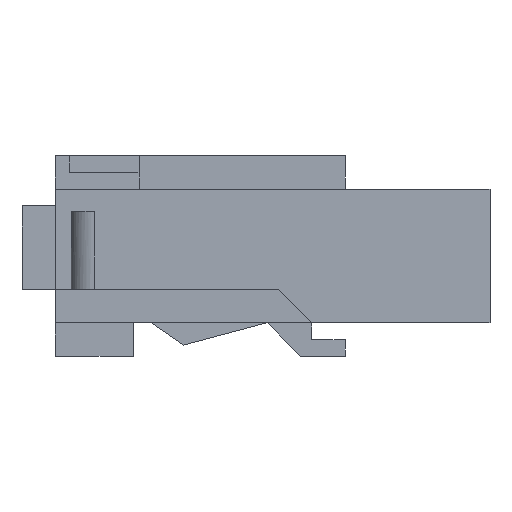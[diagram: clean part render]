
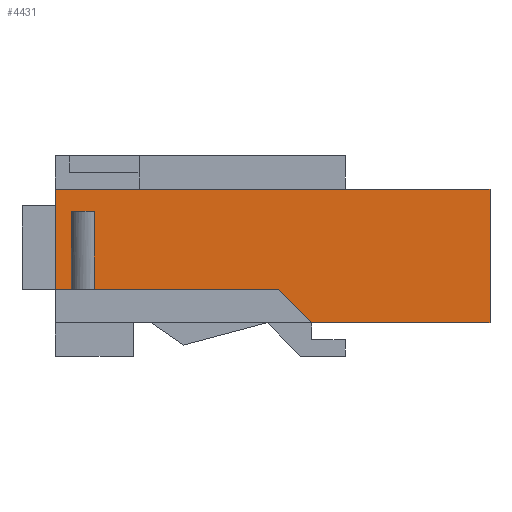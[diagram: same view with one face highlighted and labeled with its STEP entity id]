
A CAD part, left-side view. The second image highlights one B-rep face of the part: STEP entity #4431.
In plain terms, the highlighted free-form (B-spline) face has degree [1, 1] with [2, 2] control points.
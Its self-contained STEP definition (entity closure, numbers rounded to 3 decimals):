
#1321 = VERTEX_POINT('',#1322);
#1322 = CARTESIAN_POINT('',(-17.471,-38.28,
    -5.889));
#1327 = EDGE_CURVE('',#1321,#1328,#1330,.T.);
#1328 = VERTEX_POINT('',#1329);
#1329 = CARTESIAN_POINT('',(-17.471,-22.575,
    -5.889));
#1330 = B_SPLINE_CURVE_WITH_KNOTS('',1,(#1331,#1332),.UNSPECIFIED.,.F.,
  .F.,(2,2),(-39.,-23.),.PIECEWISE_BEZIER_KNOTS.);
#1331 = CARTESIAN_POINT('',(-17.471,-38.28,
    -5.889));
#1332 = CARTESIAN_POINT('',(-17.471,-22.575,
    -5.889));
#1749 = VERTEX_POINT('',#1750);
#1750 = CARTESIAN_POINT('',(-17.471,-38.28,
    5.889));
#1755 = EDGE_CURVE('',#1749,#1321,#1756,.T.);
#1756 = B_SPLINE_CURVE_WITH_KNOTS('',1,(#1757,#1758),.UNSPECIFIED.,.F.,
  .F.,(2,2),(-6.,6.),.PIECEWISE_BEZIER_KNOTS.);
#1757 = CARTESIAN_POINT('',(-17.471,-38.28,
    5.889));
#1758 = CARTESIAN_POINT('',(-17.471,-38.28,
    -5.889));
#1975 = VERTEX_POINT('',#1976);
#1976 = CARTESIAN_POINT('',(-17.471,0.,-2.945));
#1981 = EDGE_CURVE('',#1975,#1982,#1984,.T.);
#1982 = VERTEX_POINT('',#1983);
#1983 = CARTESIAN_POINT('',(-17.471,0.,5.889));
#1984 = B_SPLINE_CURVE_WITH_KNOTS('',1,(#1985,#1986),.UNSPECIFIED.,.F.,
  .F.,(2,2),(-3.,6.),.PIECEWISE_BEZIER_KNOTS.);
#1985 = CARTESIAN_POINT('',(-17.471,0.,-2.945));
#1986 = CARTESIAN_POINT('',(-17.471,0.,5.889));
#2231 = EDGE_CURVE('',#1328,#2232,#2234,.T.);
#2232 = VERTEX_POINT('',#2233);
#2233 = CARTESIAN_POINT('',(-17.471,-19.631,
    -2.945));
#2234 = B_SPLINE_CURVE_WITH_KNOTS('',1,(#2235,#2236),.UNSPECIFIED.,.F.,
  .F.,(2,2),(-11.314,-7.071),.PIECEWISE_BEZIER_KNOTS.);
#2235 = CARTESIAN_POINT('',(-17.471,-22.575,
    -5.889));
#2236 = CARTESIAN_POINT('',(-17.471,-19.631,
    -2.945));
#3491 = EDGE_CURVE('',#1982,#1749,#3492,.T.);
#3492 = B_SPLINE_CURVE_WITH_KNOTS('',1,(#3493,#3494),.UNSPECIFIED.,.F.,
  .F.,(2,2),(0.,39.),.PIECEWISE_BEZIER_KNOTS.);
#3493 = CARTESIAN_POINT('',(-17.471,0.,5.889));
#3494 = CARTESIAN_POINT('',(-17.471,-38.28,
    5.889));
#4244 = EDGE_CURVE('',#4245,#2232,#4247,.T.);
#4245 = VERTEX_POINT('',#4246);
#4246 = CARTESIAN_POINT('',(-17.471,-3.435,
    -2.945));
#4247 = B_SPLINE_CURVE_WITH_KNOTS('',1,(#4248,#4249),.UNSPECIFIED.,.F.,
  .F.,(2,2),(3.5,20.),.PIECEWISE_BEZIER_KNOTS.);
#4248 = CARTESIAN_POINT('',(-17.471,-3.435,
    -2.945));
#4249 = CARTESIAN_POINT('',(-17.471,-19.631,
    -2.945));
#4259 = VERTEX_POINT('',#4260);
#4260 = CARTESIAN_POINT('',(-17.471,-1.372,
    -2.945));
#4266 = EDGE_CURVE('',#1975,#4259,#4267,.T.);
#4267 = B_SPLINE_CURVE_WITH_KNOTS('',1,(#4268,#4269),.UNSPECIFIED.,.F.,
  .F.,(2,2),(0.,1.398),
  .PIECEWISE_BEZIER_KNOTS.);
#4268 = CARTESIAN_POINT('',(-17.471,0.,-2.945));
#4269 = CARTESIAN_POINT('',(-17.471,-1.372,
    -2.945));
#4316 = VERTEX_POINT('',#4317);
#4317 = CARTESIAN_POINT('',(-17.471,-1.372,
    3.926));
#4325 = EDGE_CURVE('',#4259,#4316,#4326,.T.);
#4326 = B_SPLINE_CURVE_WITH_KNOTS('',1,(#4327,#4328),.UNSPECIFIED.,.F.,
  .F.,(2,2),(-7.,0.),.PIECEWISE_BEZIER_KNOTS.);
#4327 = CARTESIAN_POINT('',(-17.471,-1.372,
    -2.945));
#4328 = CARTESIAN_POINT('',(-17.471,-1.372,
    3.926));
#4347 = VERTEX_POINT('',#4348);
#4348 = CARTESIAN_POINT('',(-17.471,-3.435,
    3.926));
#4355 = EDGE_CURVE('',#4347,#4245,#4356,.T.);
#4356 = B_SPLINE_CURVE_WITH_KNOTS('',1,(#4357,#4358),.UNSPECIFIED.,.F.,
  .F.,(2,2),(-2.,5.),.PIECEWISE_BEZIER_KNOTS.);
#4357 = CARTESIAN_POINT('',(-17.471,-3.435,
    3.926));
#4358 = CARTESIAN_POINT('',(-17.471,-3.435,
    -2.945));
#4369 = EDGE_CURVE('',#4316,#4347,#4370,.T.);
#4370 = B_SPLINE_CURVE_WITH_KNOTS('',1,(#4371,#4372),.UNSPECIFIED.,.F.,
  .F.,(2,2),(0.173,2.276),.PIECEWISE_BEZIER_KNOTS.);
#4371 = CARTESIAN_POINT('',(-17.471,-1.372,
    3.926));
#4372 = CARTESIAN_POINT('',(-17.471,-3.435,
    3.926));
#4431 = ADVANCED_FACE('',(#4432),#4444,.T.);
#4432 = FACE_BOUND('',#4433,.T.);
#4433 = EDGE_LOOP('',(#4434,#4435,#4436,#4437,#4438,#4439,#4440,#4441,
    #4442,#4443));
#4434 = ORIENTED_EDGE('',*,*,#2231,.F.);
#4435 = ORIENTED_EDGE('',*,*,#1327,.F.);
#4436 = ORIENTED_EDGE('',*,*,#1755,.F.);
#4437 = ORIENTED_EDGE('',*,*,#3491,.F.);
#4438 = ORIENTED_EDGE('',*,*,#1981,.F.);
#4439 = ORIENTED_EDGE('',*,*,#4266,.T.);
#4440 = ORIENTED_EDGE('',*,*,#4325,.T.);
#4441 = ORIENTED_EDGE('',*,*,#4369,.T.);
#4442 = ORIENTED_EDGE('',*,*,#4355,.T.);
#4443 = ORIENTED_EDGE('',*,*,#4244,.T.);
#4444 = B_SPLINE_SURFACE_WITH_KNOTS('',1,1,(
    (#4445,#4446)
    ,(#4447,#4448
    )),.UNSPECIFIED.,.F.,.F.,.F.,(2,2),(2,2),(0.,39.),(-6.,6.),
  .PIECEWISE_BEZIER_KNOTS.);
#4445 = CARTESIAN_POINT('',(-17.471,0.,-5.889));
#4446 = CARTESIAN_POINT('',(-17.471,0.,5.889));
#4447 = CARTESIAN_POINT('',(-17.471,-38.28,
    -5.889));
#4448 = CARTESIAN_POINT('',(-17.471,-38.28,
    5.889));
